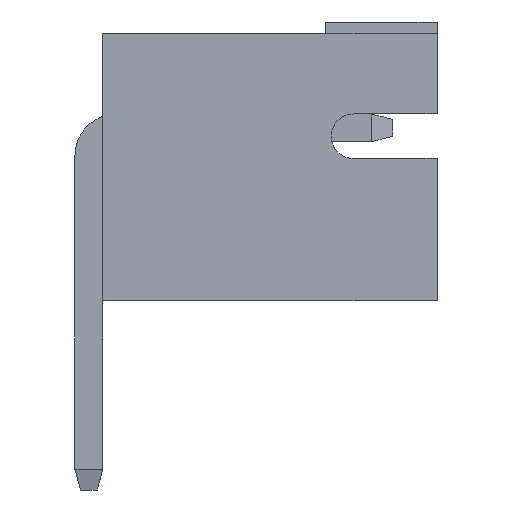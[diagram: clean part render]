
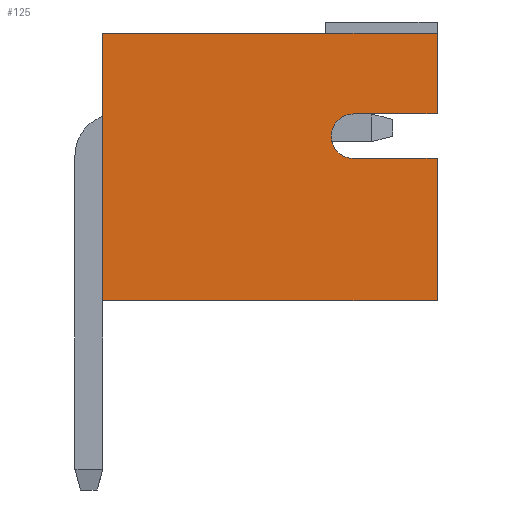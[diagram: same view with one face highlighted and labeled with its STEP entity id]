
A CAD part, left-side view. The second image highlights one B-rep face of the part: STEP entity #125.
In plain terms, the highlighted planar face has unit normal (-1, 0, 0).
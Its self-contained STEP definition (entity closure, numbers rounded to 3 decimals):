
#125=ADVANCED_FACE('',(#3466),#3468,.T.);
#3466=FACE_BOUND('',#3467,.T.);
#3467=EDGE_LOOP('',(#6174,#6175,#6176,#6177,#6178,#6179,#6180,#6181));
#3468=PLANE('',#3469);
#3469=AXIS2_PLACEMENT_3D('',#3470,#3471,#3472);
#3470=CARTESIAN_POINT('',(-1.95,0.,0.));
#3471=DIRECTION('',(-1.,0.,0.));
#3472=DIRECTION('',(0.,0.,1.));
#6174=ORIENTED_EDGE('',*,*,#8039,.T.);
#6175=ORIENTED_EDGE('',*,*,#7959,.T.);
#6176=ORIENTED_EDGE('',*,*,#8033,.T.);
#6177=ORIENTED_EDGE('',*,*,#8040,.T.);
#6178=ORIENTED_EDGE('',*,*,#8041,.T.);
#6179=ORIENTED_EDGE('',*,*,#8042,.T.);
#6180=ORIENTED_EDGE('',*,*,#8043,.T.);
#6181=ORIENTED_EDGE('',*,*,#8044,.T.);
#7959=EDGE_CURVE('',#8906,#8904,#8907,.T.);
#8033=EDGE_CURVE('',#8904,#9048,#9050,.T.);
#8039=EDGE_CURVE('',#9058,#8906,#9059,.F.);
#8040=EDGE_CURVE('',#9048,#9060,#9061,.T.);
#8041=EDGE_CURVE('',#9060,#9062,#9063,.T.);
#8042=EDGE_CURVE('',#9062,#9064,#9065,.T.);
#8043=EDGE_CURVE('',#9064,#9066,#9067,.F.);
#8044=EDGE_CURVE('',#9066,#9058,#9068,.F.);
#8904=VERTEX_POINT('',#10445);
#8906=VERTEX_POINT('',#10449);
#8907=LINE('',#10450,#10451);
#9048=VERTEX_POINT('',#10737);
#9050=LINE('',#10741,#10742);
#9058=VERTEX_POINT('',#10761);
#9059=LINE('',#10762,#10763);
#9060=VERTEX_POINT('',#10765);
#9061=LINE('',#10766,#10767);
#9062=VERTEX_POINT('',#10769);
#9063=LINE('',#10770,#10771);
#9064=VERTEX_POINT('',#10773);
#9065=LINE('',#10774,#10775);
#9066=VERTEX_POINT('',#10777);
#9067=LINE('',#10778,#10779);
#9068=CIRCLE('',#10781,0.4);
#10445=CARTESIAN_POINT('',(-1.95,-6.25,4.8));
#10449=CARTESIAN_POINT('',(-1.95,-6.25,3.35));
#10450=CARTESIAN_POINT('',(-1.95,-6.25,3.35));
#10451=VECTOR('',#10452,1.);
#10452=DIRECTION('',(0.,0.,1.));
#10737=CARTESIAN_POINT('',(-1.95,-0.25,4.8));
#10741=CARTESIAN_POINT('',(-1.95,-6.25,4.8));
#10742=VECTOR('',#10743,1.);
#10743=DIRECTION('',(0.,1.,0.));
#10761=CARTESIAN_POINT('',(-1.95,-4.75,3.35));
#10762=CARTESIAN_POINT('',(-1.95,-6.25,3.35));
#10763=VECTOR('',#10764,1.);
#10764=DIRECTION('',(0.,1.,0.));
#10765=CARTESIAN_POINT('',(-1.95,-0.25,0.));
#10766=CARTESIAN_POINT('',(-1.95,-0.25,4.8));
#10767=VECTOR('',#10768,1.);
#10768=DIRECTION('',(0.,0.,-1.));
#10769=CARTESIAN_POINT('',(-1.95,-6.25,0.));
#10770=CARTESIAN_POINT('',(-1.95,-0.25,0.));
#10771=VECTOR('',#10772,1.);
#10772=DIRECTION('',(0.,-1.,0.));
#10773=CARTESIAN_POINT('',(-1.95,-6.25,2.55));
#10774=CARTESIAN_POINT('',(-1.95,-6.25,0.));
#10775=VECTOR('',#10776,1.);
#10776=DIRECTION('',(0.,0.,1.));
#10777=CARTESIAN_POINT('',(-1.95,-4.75,2.55));
#10778=CARTESIAN_POINT('',(-1.95,-4.75,2.55));
#10779=VECTOR('',#10780,1.);
#10780=DIRECTION('',(0.,-1.,0.));
#10781=AXIS2_PLACEMENT_3D('',#10782,#10783,#10784);
#10782=CARTESIAN_POINT('',(-1.95,-4.75,2.95));
#10783=DIRECTION('',(-1.,0.,0.));
#10784=DIRECTION('',(0.,0.,1.));
